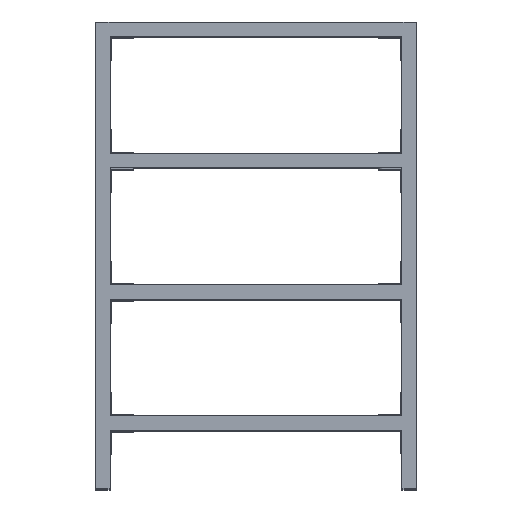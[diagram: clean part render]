
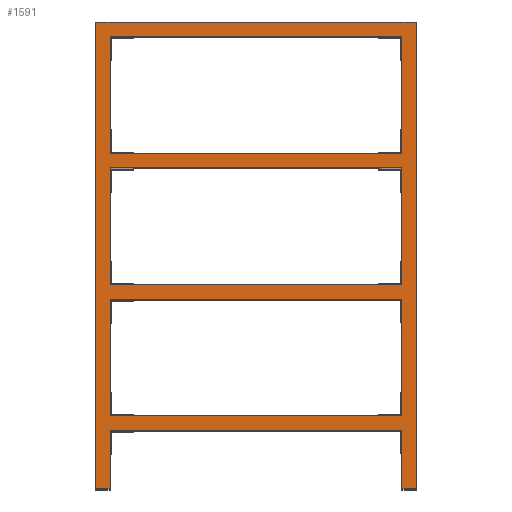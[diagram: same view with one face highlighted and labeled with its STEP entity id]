
A CAD part, top view. The second image highlights one B-rep face of the part: STEP entity #1591.
In plain terms, the highlighted planar face has unit normal (0, 0, 1).
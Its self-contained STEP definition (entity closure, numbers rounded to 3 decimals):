
#528=FACE_BOUND('',#3878,.T.);
#529=FACE_BOUND('',#3879,.T.);
#530=FACE_BOUND('',#3880,.T.);
#531=FACE_BOUND('',#3881,.T.);
#1591=ADVANCED_FACE('',(#528,#529,#530,#531),#2642,.F.);
#2642=PLANE('',#16384);
#3878=EDGE_LOOP('',(#6416,#6417,#6418,#6419,#6420,#6421,#6422,#6423,#6424,
#6425));
#3879=EDGE_LOOP('',(#6426,#6427,#6428,#6429));
#3880=EDGE_LOOP('',(#6430,#6431,#6432,#6433));
#3881=EDGE_LOOP('',(#6434,#6435,#6436,#6437));
#6416=ORIENTED_EDGE('',*,*,#11982,.T.);
#6417=ORIENTED_EDGE('',*,*,#11983,.F.);
#6418=ORIENTED_EDGE('',*,*,#11984,.T.);
#6419=ORIENTED_EDGE('',*,*,#11985,.T.);
#6420=ORIENTED_EDGE('',*,*,#11986,.T.);
#6421=ORIENTED_EDGE('',*,*,#11987,.F.);
#6422=ORIENTED_EDGE('',*,*,#11988,.F.);
#6423=ORIENTED_EDGE('',*,*,#11964,.F.);
#6424=ORIENTED_EDGE('',*,*,#11963,.F.);
#6425=ORIENTED_EDGE('',*,*,#11962,.F.);
#6426=ORIENTED_EDGE('',*,*,#11989,.T.);
#6427=ORIENTED_EDGE('',*,*,#11990,.T.);
#6428=ORIENTED_EDGE('',*,*,#11991,.T.);
#6429=ORIENTED_EDGE('',*,*,#11992,.T.);
#6430=ORIENTED_EDGE('',*,*,#11993,.T.);
#6431=ORIENTED_EDGE('',*,*,#11994,.T.);
#6432=ORIENTED_EDGE('',*,*,#11995,.T.);
#6433=ORIENTED_EDGE('',*,*,#11996,.T.);
#6434=ORIENTED_EDGE('',*,*,#11997,.T.);
#6435=ORIENTED_EDGE('',*,*,#11998,.T.);
#6436=ORIENTED_EDGE('',*,*,#11999,.T.);
#6437=ORIENTED_EDGE('',*,*,#12000,.T.);
#10450=VERTEX_POINT('',#23374);
#10451=VERTEX_POINT('',#23376);
#10452=VERTEX_POINT('',#23381);
#10453=VERTEX_POINT('',#23383);
#10468=VERTEX_POINT('',#23427);
#10469=VERTEX_POINT('',#23429);
#10470=VERTEX_POINT('',#23431);
#10471=VERTEX_POINT('',#23436);
#10472=VERTEX_POINT('',#23438);
#10473=VERTEX_POINT('',#23440);
#10474=VERTEX_POINT('',#23443);
#10475=VERTEX_POINT('',#23444);
#10476=VERTEX_POINT('',#23449);
#10477=VERTEX_POINT('',#23451);
#10478=VERTEX_POINT('',#23460);
#10479=VERTEX_POINT('',#23461);
#10480=VERTEX_POINT('',#23463);
#10481=VERTEX_POINT('',#23468);
#10482=VERTEX_POINT('',#23474);
#10483=VERTEX_POINT('',#23475);
#10484=VERTEX_POINT('',#23477);
#10485=VERTEX_POINT('',#23482);
#11962=EDGE_CURVE('',#10450,#10451,#14060,.T.);
#11963=EDGE_CURVE('',#10451,#10452,#13984,.T.);
#11964=EDGE_CURVE('',#10452,#10453,#14061,.T.);
#11982=EDGE_CURVE('',#10450,#10468,#14074,.T.);
#11983=EDGE_CURVE('',#10469,#10468,#14075,.T.);
#11984=EDGE_CURVE('',#10469,#10470,#14076,.T.);
#11985=EDGE_CURVE('',#10470,#10471,#13988,.T.);
#11986=EDGE_CURVE('',#10471,#10472,#14077,.T.);
#11987=EDGE_CURVE('',#10473,#10472,#14078,.T.);
#11988=EDGE_CURVE('',#10453,#10473,#14079,.T.);
#11989=EDGE_CURVE('',#10474,#10475,#14080,.T.);
#11990=EDGE_CURVE('',#10475,#10476,#13989,.T.);
#11991=EDGE_CURVE('',#10476,#10477,#14081,.T.);
#11992=EDGE_CURVE('',#10477,#10474,#13990,.T.);
#11993=EDGE_CURVE('',#10478,#10479,#13991,.T.);
#11994=EDGE_CURVE('',#10479,#10480,#14082,.T.);
#11995=EDGE_CURVE('',#10480,#10481,#13992,.T.);
#11996=EDGE_CURVE('',#10481,#10478,#14083,.T.);
#11997=EDGE_CURVE('',#10482,#10483,#13993,.T.);
#11998=EDGE_CURVE('',#10483,#10484,#14084,.T.);
#11999=EDGE_CURVE('',#10484,#10485,#13994,.T.);
#12000=EDGE_CURVE('',#10485,#10482,#14085,.T.);
#13984=B_SPLINE_CURVE_WITH_KNOTS('',3,(#23377,#23378,#23379,#23380),
 .UNSPECIFIED.,.F.,.F.,(4,4),(0.,1.),.UNSPECIFIED.);
#13988=B_SPLINE_CURVE_WITH_KNOTS('',3,(#23432,#23433,#23434,#23435),
 .UNSPECIFIED.,.F.,.F.,(4,4),(0.,1.),.UNSPECIFIED.);
#13989=B_SPLINE_CURVE_WITH_KNOTS('',3,(#23445,#23446,#23447,#23448),
 .UNSPECIFIED.,.F.,.F.,(4,4),(0.,1.),.UNSPECIFIED.);
#13990=B_SPLINE_CURVE_WITH_KNOTS('',3,(#23452,#23453,#23454,#23455),
 .UNSPECIFIED.,.F.,.F.,(4,4),(0.,1.),.UNSPECIFIED.);
#13991=B_SPLINE_CURVE_WITH_KNOTS('',3,(#23456,#23457,#23458,#23459),
 .UNSPECIFIED.,.F.,.F.,(4,4),(0.,1.),.UNSPECIFIED.);
#13992=B_SPLINE_CURVE_WITH_KNOTS('',3,(#23464,#23465,#23466,#23467),
 .UNSPECIFIED.,.F.,.F.,(4,4),(0.,1.),.UNSPECIFIED.);
#13993=B_SPLINE_CURVE_WITH_KNOTS('',3,(#23470,#23471,#23472,#23473),
 .UNSPECIFIED.,.F.,.F.,(4,4),(0.,1.),.UNSPECIFIED.);
#13994=B_SPLINE_CURVE_WITH_KNOTS('',3,(#23478,#23479,#23480,#23481),
 .UNSPECIFIED.,.F.,.F.,(4,4),(0.,1.),.UNSPECIFIED.);
#14060=LINE('',#23375,#15232);
#14061=LINE('',#23382,#15233);
#14074=LINE('',#23426,#15246);
#14075=LINE('',#23428,#15247);
#14076=LINE('',#23430,#15248);
#14077=LINE('',#23437,#15249);
#14078=LINE('',#23439,#15250);
#14079=LINE('',#23441,#15251);
#14080=LINE('',#23442,#15252);
#14081=LINE('',#23450,#15253);
#14082=LINE('',#23462,#15254);
#14083=LINE('',#23469,#15255);
#14084=LINE('',#23476,#15256);
#14085=LINE('',#23483,#15257);
#15232=VECTOR('',#18304,1.);
#15233=VECTOR('',#18305,1.);
#15246=VECTOR('',#18326,1.);
#15247=VECTOR('',#18327,1.);
#15248=VECTOR('',#18328,1.);
#15249=VECTOR('',#18329,1.);
#15250=VECTOR('',#18330,1.);
#15251=VECTOR('',#18331,1.);
#15252=VECTOR('',#18332,1.);
#15253=VECTOR('',#18333,1.);
#15254=VECTOR('',#18334,1.);
#15255=VECTOR('',#18335,1.);
#15256=VECTOR('',#18336,1.);
#15257=VECTOR('',#18337,1.);
#16384=AXIS2_PLACEMENT_3D('',#23484,#18338,#18339);
#18304=DIRECTION('',(1.,0.,0.));
#18305=DIRECTION('',(1.,0.,0.));
#18326=DIRECTION('',(0.,-1.,0.));
#18327=DIRECTION('',(-1.,0.,0.));
#18328=DIRECTION('',(0.,1.,0.));
#18329=DIRECTION('',(0.,-1.,0.));
#18330=DIRECTION('',(-1.,0.,0.));
#18331=DIRECTION('',(0.,-1.,0.));
#18332=DIRECTION('',(0.,1.,0.));
#18333=DIRECTION('',(0.,-1.,0.));
#18334=DIRECTION('',(0.,-1.,0.));
#18335=DIRECTION('',(0.,1.,0.));
#18336=DIRECTION('',(0.,1.,0.));
#18337=DIRECTION('',(0.,-1.,0.));
#18338=DIRECTION('',(0.,0.,-1.));
#18339=DIRECTION('',(1.,0.,0.));
#23374=CARTESIAN_POINT('',(528.008,787.759,1050.));
#23375=CARTESIAN_POINT('',(553.008,787.759,1050.));
#23376=CARTESIAN_POINT('',(553.008,787.759,1050.));
#23377=CARTESIAN_POINT('',(553.008,787.759,1050.));
#23378=CARTESIAN_POINT('',(719.675,787.759,1050.));
#23379=CARTESIAN_POINT('',(886.341,787.759,1050.));
#23380=CARTESIAN_POINT('',(1053.008,787.759,1050.));
#23381=CARTESIAN_POINT('',(1053.008,787.759,1050.));
#23382=CARTESIAN_POINT('',(1053.008,787.759,1050.));
#23383=CARTESIAN_POINT('',(1078.008,787.759,1050.));
#23426=CARTESIAN_POINT('',(528.008,787.759,1050.));
#23427=CARTESIAN_POINT('',(528.008,-12.241,1050.));
#23428=CARTESIAN_POINT('',(553.008,-12.241,1050.));
#23429=CARTESIAN_POINT('',(553.008,-12.241,1050.));
#23430=CARTESIAN_POINT('',(553.008,787.759,1050.));
#23431=CARTESIAN_POINT('',(553.008,87.759,1050.));
#23432=CARTESIAN_POINT('',(553.008,87.759,1050.));
#23433=CARTESIAN_POINT('',(719.675,87.759,1050.));
#23434=CARTESIAN_POINT('',(886.341,87.759,1050.));
#23435=CARTESIAN_POINT('',(1053.008,87.759,1050.));
#23436=CARTESIAN_POINT('',(1053.008,87.759,1050.));
#23437=CARTESIAN_POINT('',(1053.008,-12.241,1050.));
#23438=CARTESIAN_POINT('',(1053.008,-12.241,1050.));
#23439=CARTESIAN_POINT('',(1078.008,-12.241,1050.));
#23440=CARTESIAN_POINT('',(1078.008,-12.241,1050.));
#23441=CARTESIAN_POINT('',(1078.008,787.759,1050.));
#23442=CARTESIAN_POINT('',(553.008,787.759,1050.));
#23443=CARTESIAN_POINT('',(553.008,562.759,1050.));
#23444=CARTESIAN_POINT('',(553.008,762.759,1050.));
#23445=CARTESIAN_POINT('',(553.008,762.759,1050.));
#23446=CARTESIAN_POINT('',(719.675,762.759,1050.));
#23447=CARTESIAN_POINT('',(886.341,762.759,1050.));
#23448=CARTESIAN_POINT('',(1053.008,762.759,1050.));
#23449=CARTESIAN_POINT('',(1053.008,762.759,1050.));
#23450=CARTESIAN_POINT('',(1053.008,-12.241,1050.));
#23451=CARTESIAN_POINT('',(1053.008,562.759,1050.));
#23452=CARTESIAN_POINT('',(1053.008,562.759,1050.));
#23453=CARTESIAN_POINT('',(886.341,562.759,1050.));
#23454=CARTESIAN_POINT('',(719.675,562.759,1050.));
#23455=CARTESIAN_POINT('',(553.008,562.759,1050.));
#23456=CARTESIAN_POINT('',(553.008,312.759,1050.));
#23457=CARTESIAN_POINT('',(719.675,312.759,1050.));
#23458=CARTESIAN_POINT('',(886.341,312.759,1050.));
#23459=CARTESIAN_POINT('',(1053.008,312.759,1050.));
#23460=CARTESIAN_POINT('',(553.008,312.759,1050.));
#23461=CARTESIAN_POINT('',(1053.008,312.759,1050.));
#23462=CARTESIAN_POINT('',(1053.008,-12.241,1050.));
#23463=CARTESIAN_POINT('',(1053.008,112.759,1050.));
#23464=CARTESIAN_POINT('',(1053.008,112.759,1050.));
#23465=CARTESIAN_POINT('',(886.341,112.759,1050.));
#23466=CARTESIAN_POINT('',(719.675,112.759,1050.));
#23467=CARTESIAN_POINT('',(553.008,112.759,1050.));
#23468=CARTESIAN_POINT('',(553.008,112.759,1050.));
#23469=CARTESIAN_POINT('',(553.008,787.759,1050.));
#23470=CARTESIAN_POINT('',(1053.008,337.759,1050.));
#23471=CARTESIAN_POINT('',(886.341,337.759,1050.));
#23472=CARTESIAN_POINT('',(719.675,337.759,1050.));
#23473=CARTESIAN_POINT('',(553.008,337.759,1050.));
#23474=CARTESIAN_POINT('',(1053.008,337.759,1050.));
#23475=CARTESIAN_POINT('',(553.008,337.759,1050.));
#23476=CARTESIAN_POINT('',(553.008,787.759,1050.));
#23477=CARTESIAN_POINT('',(553.008,537.759,1050.));
#23478=CARTESIAN_POINT('',(553.008,537.759,1050.));
#23479=CARTESIAN_POINT('',(719.675,537.759,1050.));
#23480=CARTESIAN_POINT('',(886.341,537.759,1050.));
#23481=CARTESIAN_POINT('',(1053.008,537.759,1050.));
#23482=CARTESIAN_POINT('',(1053.008,537.759,1050.));
#23483=CARTESIAN_POINT('',(1053.008,-12.241,1050.));
#23484=CARTESIAN_POINT('',(1606.016,0.,1050.));
